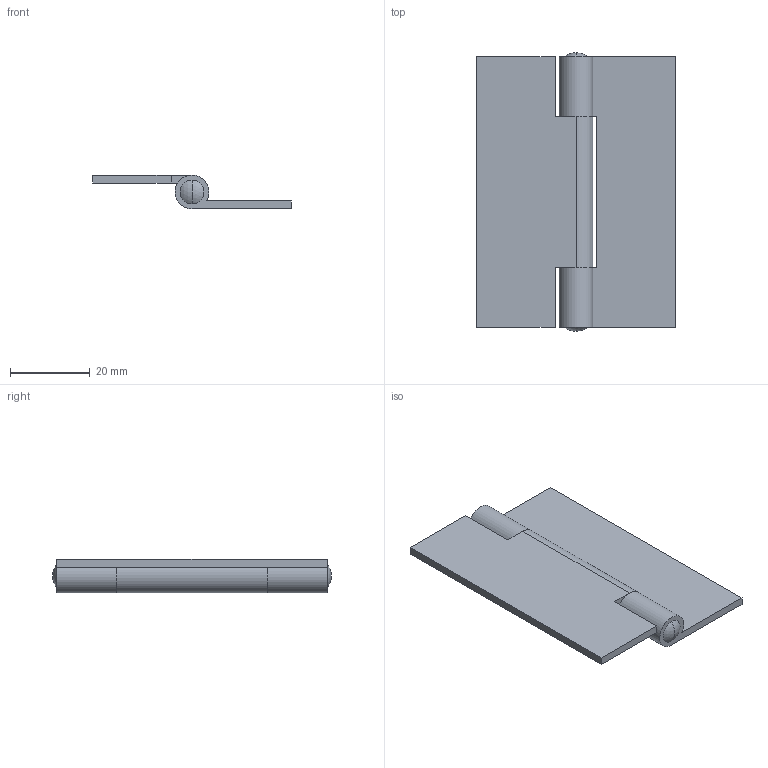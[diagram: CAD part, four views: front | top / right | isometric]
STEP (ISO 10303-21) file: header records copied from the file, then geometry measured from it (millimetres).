
FILE_DESCRIPTION (( 'STEP AP203' ), '1' );
FILE_NAME ('B-1042-1.STEP', '2008-11-10T04:56:44', ( ' ' ), ( ' ' ), 'SwSTEP 2.0', 'SolidWorks 2007', '' );
FILE_SCHEMA (( 'CONFIG_CONTROL_DESIGN' ));
Length unit declared in the file: millimetre
Products named in the file (4): B-1042-1僸儞僕B__僸儞僕B; B-1042-1; B-1042-1幉__棉太倌; B-1042-1僸儞僕A__僸儞僕A
Assembly tree (3 placements, depth 2):
  B-1042-1
    B-1042-1僸儞僕A__僸儞僕A
    B-1042-1僸儞僕B__僸儞僕B
    B-1042-1幉__棉太倌
Bounding box: 50 x 70 x 8.5 mm (x, y, z)
Volume: 9400.8 mm3; surface area: 10117.5 mm2
Topology: 3 solids, 3 shells, 34 faces, 80 edges, 54 vertices
Faces by surface type: plane 19, cylinder 11, sphere 4
Entity records: 1416 total; most frequent: DIRECTION 190, CARTESIAN_POINT 174, ORIENTED_EDGE 160, EDGE_CURVE 80, AXIS2_PLACEMENT_3D 70, VERTEX_POINT 54, LINE 50, VECTOR 50
